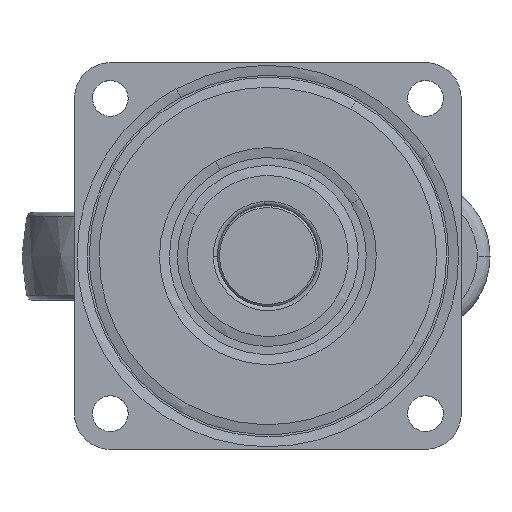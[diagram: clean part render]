
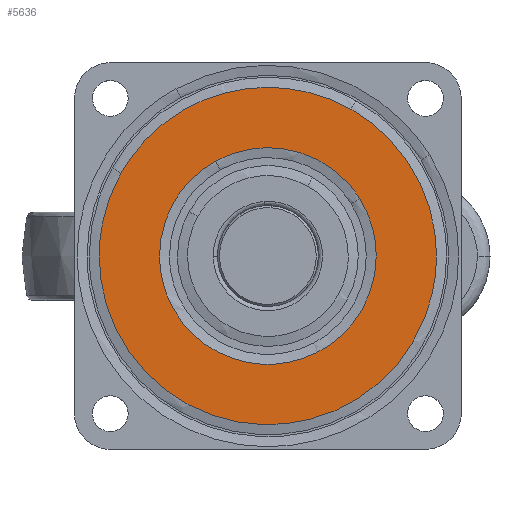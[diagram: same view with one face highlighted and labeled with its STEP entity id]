
A CAD part, top view. The second image highlights one B-rep face of the part: STEP entity #5636.
In plain terms, the highlighted free-form (B-spline) face has degree [1, 1] with [2, 2] control points.
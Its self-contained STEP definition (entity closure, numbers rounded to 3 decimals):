
#4381=CARTESIAN_POINT('',(-12.417,22.587,0.));
#4382=VERTEX_POINT('',#4381);
#4396=CARTESIAN_POINT('',(-25.775,0.0,0.0));
#4397=VERTEX_POINT('',#4396);
#4398=CARTESIAN_POINT('',(-25.775,0.0,0.0));
#4399=CARTESIAN_POINT('',(-25.775,15.243,0.0));
#4400=CARTESIAN_POINT('',(-12.417,22.587,0.));
#4408=(BOUNDED_CURVE()B_SPLINE_CURVE(2,(#4398,#4399,#4400),.UNSPECIFIED.,.F.,.U.)B_SPLINE_CURVE_WITH_KNOTS((3,3),(0.0,0.168),.UNSPECIFIED.)CURVE()GEOMETRIC_REPRESENTATION_ITEM()RATIONAL_B_SPLINE_CURVE((1.0,0.803,0.871))REPRESENTATION_ITEM(''));
#4409=EDGE_CURVE('',#4397,#4382,#4408,.T.);
#4411=CARTESIAN_POINT('',(25.775,0.0,0.0));
#4412=VERTEX_POINT('',#4411);
#4413=CARTESIAN_POINT('',(25.775,0.0,0.0));
#4414=CARTESIAN_POINT('',(25.775,-25.775,0.0));
#4415=CARTESIAN_POINT('',(0.0,-25.775,0.0));
#4416=CARTESIAN_POINT('',(-25.775,-25.775,0.0));
#4417=CARTESIAN_POINT('',(-25.775,0.0,0.0));
#4425=(BOUNDED_CURVE()B_SPLINE_CURVE(2,(#4413,#4414,#4415,#4416,#4417),.UNSPECIFIED.,.F.,.U.)B_SPLINE_CURVE_WITH_KNOTS((3,2,3),(0.5,0.75,1.0),.UNSPECIFIED.)CURVE()GEOMETRIC_REPRESENTATION_ITEM()RATIONAL_B_SPLINE_CURVE((1.0,0.707,1.0,0.707,1.0))REPRESENTATION_ITEM(''));
#4426=EDGE_CURVE('',#4412,#4397,#4425,.T.);
#4428=CARTESIAN_POINT('',(21.84,13.689,0.));
#4429=VERTEX_POINT('',#4428);
#4430=CARTESIAN_POINT('',(21.84,13.689,0.));
#4431=CARTESIAN_POINT('',(25.775,7.41,0.0));
#4432=CARTESIAN_POINT('',(25.775,0.0,0.0));
#4440=(BOUNDED_CURVE()B_SPLINE_CURVE(2,(#4430,#4431,#4432),.UNSPECIFIED.,.F.,.U.)B_SPLINE_CURVE_WITH_KNOTS((3,3),(0.409,0.5),.UNSPECIFIED.)CURVE()GEOMETRIC_REPRESENTATION_ITEM()RATIONAL_B_SPLINE_CURVE((0.864,0.894,1.0))REPRESENTATION_ITEM(''));
#4441=EDGE_CURVE('',#4429,#4412,#4440,.T.);
#4492=CARTESIAN_POINT('',(-12.417,22.587,0.));
#4493=CARTESIAN_POINT('',(-6.618,25.775,0.0));
#4494=CARTESIAN_POINT('',(0.0,25.775,0.0));
#4495=CARTESIAN_POINT('',(14.264,25.775,0.0));
#4496=CARTESIAN_POINT('',(21.84,13.689,0.));
#4504=(BOUNDED_CURVE()B_SPLINE_CURVE(2,(#4492,#4493,#4494,#4495,#4496),.UNSPECIFIED.,.F.,.U.)B_SPLINE_CURVE_WITH_KNOTS((3,2,3),(0.168,0.25,0.409),.UNSPECIFIED.)CURVE()GEOMETRIC_REPRESENTATION_ITEM()RATIONAL_B_SPLINE_CURVE((0.871,0.904,1.0,0.814,0.864))REPRESENTATION_ITEM(''));
#4505=EDGE_CURVE('',#4382,#4429,#4504,.T.);
#5011=CARTESIAN_POINT('',(19.771,34.916,0.));
#5012=VERTEX_POINT('',#5011);
#5026=CARTESIAN_POINT('',(40.125,0.0,0.0));
#5027=VERTEX_POINT('',#5026);
#5028=CARTESIAN_POINT('',(40.125,0.0,0.0));
#5029=CARTESIAN_POINT('',(40.125,23.391,0.0));
#5030=CARTESIAN_POINT('',(19.771,34.916,0.));
#5038=(BOUNDED_CURVE()B_SPLINE_CURVE(2,(#5028,#5029,#5030),.UNSPECIFIED.,.F.,.U.)B_SPLINE_CURVE_WITH_KNOTS((3,3),(0.5,0.666),.UNSPECIFIED.)CURVE()GEOMETRIC_REPRESENTATION_ITEM()RATIONAL_B_SPLINE_CURVE((1.0,0.805,0.869))REPRESENTATION_ITEM(''));
#5039=EDGE_CURVE('',#5027,#5012,#5038,.T.);
#5041=CARTESIAN_POINT('',(-40.125,0.0,0.0));
#5042=VERTEX_POINT('',#5041);
#5043=CARTESIAN_POINT('',(-40.125,0.0,0.0));
#5044=CARTESIAN_POINT('',(-40.125,-40.125,0.0));
#5045=CARTESIAN_POINT('',(0.0,-40.125,0.0));
#5046=CARTESIAN_POINT('',(40.125,-40.125,0.0));
#5047=CARTESIAN_POINT('',(40.125,0.0,0.0));
#5055=(BOUNDED_CURVE()B_SPLINE_CURVE(2,(#5043,#5044,#5045,#5046,#5047),.UNSPECIFIED.,.F.,.U.)B_SPLINE_CURVE_WITH_KNOTS((3,2,3),(0.0,0.25,0.5),.UNSPECIFIED.)CURVE()GEOMETRIC_REPRESENTATION_ITEM()RATIONAL_B_SPLINE_CURVE((1.0,0.707,1.0,0.707,1.0))REPRESENTATION_ITEM(''));
#5056=EDGE_CURVE('',#5042,#5027,#5055,.T.);
#5058=CARTESIAN_POINT('',(-34.916,19.771,0.));
#5059=VERTEX_POINT('',#5058);
#5060=CARTESIAN_POINT('',(-34.916,19.771,0.));
#5061=CARTESIAN_POINT('',(-40.125,10.572,0.0));
#5062=CARTESIAN_POINT('',(-40.125,0.0,0.0));
#5070=(BOUNDED_CURVE()B_SPLINE_CURVE(2,(#5060,#5061,#5062),.UNSPECIFIED.,.F.,.U.)B_SPLINE_CURVE_WITH_KNOTS((3,3),(0.916,1.0),.UNSPECIFIED.)CURVE()GEOMETRIC_REPRESENTATION_ITEM()RATIONAL_B_SPLINE_CURVE((0.869,0.902,1.0))REPRESENTATION_ITEM(''));
#5071=EDGE_CURVE('',#5059,#5042,#5070,.T.);
#5122=CARTESIAN_POINT('',(19.771,34.916,0.));
#5123=CARTESIAN_POINT('',(10.572,40.125,0.0));
#5124=CARTESIAN_POINT('',(0.0,40.125,0.0));
#5125=CARTESIAN_POINT('',(-23.391,40.125,0.0));
#5126=CARTESIAN_POINT('',(-34.916,19.771,0.));
#5134=(BOUNDED_CURVE()B_SPLINE_CURVE(2,(#5122,#5123,#5124,#5125,#5126),.UNSPECIFIED.,.F.,.U.)B_SPLINE_CURVE_WITH_KNOTS((3,2,3),(0.666,0.75,0.916),.UNSPECIFIED.)CURVE()GEOMETRIC_REPRESENTATION_ITEM()RATIONAL_B_SPLINE_CURVE((0.869,0.902,1.0,0.805,0.869))REPRESENTATION_ITEM(''));
#5135=EDGE_CURVE('',#5012,#5059,#5134,.T.);
#5619=CARTESIAN_POINT('',(-44.134,44.132,0.0));
#5620=CARTESIAN_POINT('',(44.134,44.132,0.0));
#5621=CARTESIAN_POINT('',(-44.134,-44.134,0.0));
#5622=CARTESIAN_POINT('',(44.134,-44.134,0.0));
#5623=B_SPLINE_SURFACE_WITH_KNOTS('',1,1,((#5619,#5621),(#5620,#5622)),.UNSPECIFIED.,.F.,.F.,.U.,(2,2),(2,2),(0.0,88.267),(0.0,88.266),.UNSPECIFIED.);
#5624=ORIENTED_EDGE('',*,*,#5056,.T.);
#5625=ORIENTED_EDGE('',*,*,#5039,.T.);
#5626=ORIENTED_EDGE('',*,*,#5135,.T.);
#5627=ORIENTED_EDGE('',*,*,#5071,.T.);
#5628=EDGE_LOOP('',(#5624,#5625,#5626,#5627));
#5629=FACE_OUTER_BOUND('',#5628,.T.);
#5630=ORIENTED_EDGE('',*,*,#4426,.T.);
#5631=ORIENTED_EDGE('',*,*,#4409,.T.);
#5632=ORIENTED_EDGE('',*,*,#4505,.T.);
#5633=ORIENTED_EDGE('',*,*,#4441,.T.);
#5634=EDGE_LOOP('',(#5630,#5631,#5632,#5633));
#5635=FACE_BOUND('',#5634,.T.);
#5636=ADVANCED_FACE('',(#5629,#5635),#5623,.F.);
